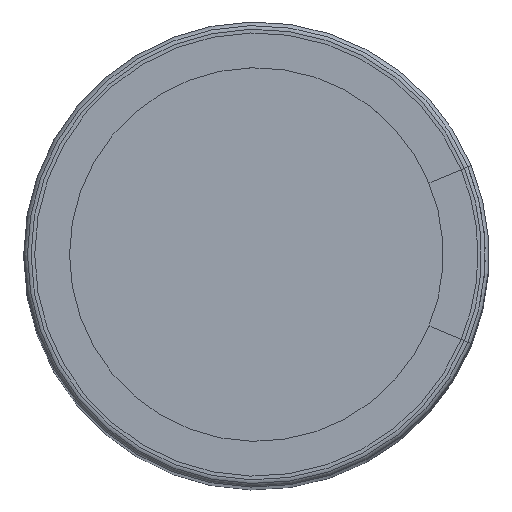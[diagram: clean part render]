
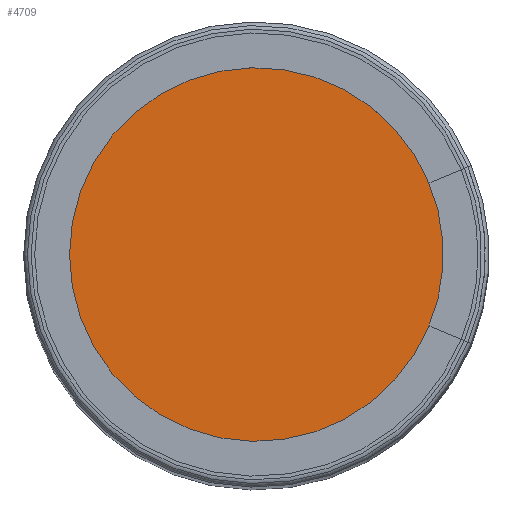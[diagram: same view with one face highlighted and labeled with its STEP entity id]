
A CAD part, top view. The second image highlights one B-rep face of the part: STEP entity #4709.
In plain terms, the highlighted planar face has unit normal (0, 0, 1).
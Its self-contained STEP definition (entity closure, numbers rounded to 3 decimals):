
#4380 = CYLINDRICAL_SURFACE('',#4381,5.1);
#4381 = AXIS2_PLACEMENT_3D('',#4382,#4383,#4384);
#4382 = CARTESIAN_POINT('',(0.,0.,46.305));
#4383 = DIRECTION('',(0.,0.,-1.));
#4384 = DIRECTION('',(1.,0.,0.));
#4437 = CYLINDRICAL_SURFACE('',#4438,5.1);
#4438 = AXIS2_PLACEMENT_3D('',#4439,#4440,#4441);
#4439 = CARTESIAN_POINT('',(0.,0.,46.305));
#4440 = DIRECTION('',(0.,0.,-1.));
#4441 = DIRECTION('',(-1.,0.,0.));
#4476 = EDGE_CURVE('',#4477,#4479,#4481,.T.);
#4477 = VERTEX_POINT('',#4478);
#4478 = CARTESIAN_POINT('',(4.712,1.952,46.2));
#4479 = VERTEX_POINT('',#4480);
#4480 = CARTESIAN_POINT('',(4.712,-1.952,46.2));
#4481 = SURFACE_CURVE('',#4482,(#4487,#4516),.PCURVE_S1.);
#4482 = CIRCLE('',#4483,5.1);
#4483 = AXIS2_PLACEMENT_3D('',#4484,#4485,#4486);
#4484 = CARTESIAN_POINT('',(0.,0.,46.2));
#4485 = DIRECTION('',(0.,0.,1.));
#4486 = DIRECTION('',(1.,0.,-0.));
#4487 = PCURVE('',#4380,#4488);
#4488 = DEFINITIONAL_REPRESENTATION('',(#4489),#4515);
#4489 = B_SPLINE_CURVE_WITH_KNOTS('',3,(#4490,#4491,#4492,#4493,#4494,
    #4495,#4496,#4497,#4498,#4499,#4500,#4501,#4502,#4503,#4504,#4505,
    #4506,#4507,#4508,#4509,#4510,#4511,#4512,#4513,#4514),
  .UNSPECIFIED.,.F.,.F.,(4,1,1,1,1,1,1,1,1,1,1,1,1,1,1,1,1,1,1,1,1,1,4),
  (0.393,0.643,0.892,1.142,
    1.392,1.642,1.892,2.142,
    2.392,2.642,2.892,3.142,
    3.391,3.641,3.891,4.141,
    4.391,4.641,4.891,5.141,
    5.391,5.641,5.89),.UNSPECIFIED.);
#4490 = CARTESIAN_POINT('',(5.89,0.105));
#4491 = CARTESIAN_POINT('',(5.807,0.105));
#4492 = CARTESIAN_POINT('',(5.641,0.105));
#4493 = CARTESIAN_POINT('',(5.391,0.105));
#4494 = CARTESIAN_POINT('',(5.141,0.105));
#4495 = CARTESIAN_POINT('',(4.891,0.105));
#4496 = CARTESIAN_POINT('',(4.641,0.105));
#4497 = CARTESIAN_POINT('',(4.391,0.105));
#4498 = CARTESIAN_POINT('',(4.141,0.105));
#4499 = CARTESIAN_POINT('',(3.891,0.105));
#4500 = CARTESIAN_POINT('',(3.641,0.105));
#4501 = CARTESIAN_POINT('',(3.391,0.105));
#4502 = CARTESIAN_POINT('',(3.142,0.105));
#4503 = CARTESIAN_POINT('',(2.892,0.105));
#4504 = CARTESIAN_POINT('',(2.642,0.105));
#4505 = CARTESIAN_POINT('',(2.392,0.105));
#4506 = CARTESIAN_POINT('',(2.142,0.105));
#4507 = CARTESIAN_POINT('',(1.892,0.105));
#4508 = CARTESIAN_POINT('',(1.642,0.105));
#4509 = CARTESIAN_POINT('',(1.392,0.105));
#4510 = CARTESIAN_POINT('',(1.142,0.105));
#4511 = CARTESIAN_POINT('',(0.892,0.105));
#4512 = CARTESIAN_POINT('',(0.643,0.105));
#4513 = CARTESIAN_POINT('',(0.476,0.105));
#4514 = CARTESIAN_POINT('',(0.393,0.105));
#4515 = ( GEOMETRIC_REPRESENTATION_CONTEXT(2) 
PARAMETRIC_REPRESENTATION_CONTEXT() REPRESENTATION_CONTEXT('2D SPACE',''
  ) );
#4516 = PCURVE('',#4517,#4522);
#4517 = PLANE('',#4518);
#4518 = AXIS2_PLACEMENT_3D('',#4519,#4520,#4521);
#4519 = CARTESIAN_POINT('',(6.655,6.655,46.2));
#4520 = DIRECTION('',(0.,0.,1.));
#4521 = DIRECTION('',(-1.,0.,0.));
#4522 = DEFINITIONAL_REPRESENTATION('',(#4523),#4527);
#4523 = CIRCLE('',#4524,5.1);
#4524 = AXIS2_PLACEMENT_2D('',#4525,#4526);
#4525 = CARTESIAN_POINT('',(6.655,6.655));
#4526 = DIRECTION('',(-1.,0.));
#4527 = ( GEOMETRIC_REPRESENTATION_CONTEXT(2) 
PARAMETRIC_REPRESENTATION_CONTEXT() REPRESENTATION_CONTEXT('2D SPACE',''
  ) );
#4665 = EDGE_CURVE('',#4479,#4477,#4666,.T.);
#4666 = SURFACE_CURVE('',#4667,(#4672,#4701),.PCURVE_S1.);
#4667 = CIRCLE('',#4668,5.1);
#4668 = AXIS2_PLACEMENT_3D('',#4669,#4670,#4671);
#4669 = CARTESIAN_POINT('',(0.,0.,46.2));
#4670 = DIRECTION('',(0.,0.,1.));
#4671 = DIRECTION('',(1.,0.,-0.));
#4672 = PCURVE('',#4437,#4673);
#4673 = DEFINITIONAL_REPRESENTATION('',(#4674),#4700);
#4674 = B_SPLINE_CURVE_WITH_KNOTS('',3,(#4675,#4676,#4677,#4678,#4679,
    #4680,#4681,#4682,#4683,#4684,#4685,#4686,#4687,#4688,#4689,#4690,
    #4691,#4692,#4693,#4694,#4695,#4696,#4697,#4698,#4699),
  .UNSPECIFIED.,.F.,.F.,(4,1,1,1,1,1,1,1,1,1,1,1,1,1,1,1,1,1,1,1,1,1,4),
  (5.89,5.926,5.962,5.998,
    6.033,6.069,6.105,6.14,
    6.176,6.212,6.247,6.283,
    6.319,6.355,6.39,6.426,
    6.462,6.497,6.533,6.569,
    6.604,6.64,6.676),.UNSPECIFIED.);
#4675 = CARTESIAN_POINT('',(3.534,0.105));
#4676 = CARTESIAN_POINT('',(3.522,0.105));
#4677 = CARTESIAN_POINT('',(3.499,0.105));
#4678 = CARTESIAN_POINT('',(3.463,0.105));
#4679 = CARTESIAN_POINT('',(3.427,0.105));
#4680 = CARTESIAN_POINT('',(3.391,0.105));
#4681 = CARTESIAN_POINT('',(3.356,0.105));
#4682 = CARTESIAN_POINT('',(3.32,0.105));
#4683 = CARTESIAN_POINT('',(3.284,0.105));
#4684 = CARTESIAN_POINT('',(3.249,0.105));
#4685 = CARTESIAN_POINT('',(3.213,0.105));
#4686 = CARTESIAN_POINT('',(3.177,0.105));
#4687 = CARTESIAN_POINT('',(3.142,0.105));
#4688 = CARTESIAN_POINT('',(3.106,0.105));
#4689 = CARTESIAN_POINT('',(3.07,0.105));
#4690 = CARTESIAN_POINT('',(3.034,0.105));
#4691 = CARTESIAN_POINT('',(2.999,0.105));
#4692 = CARTESIAN_POINT('',(2.963,0.105));
#4693 = CARTESIAN_POINT('',(2.927,0.105));
#4694 = CARTESIAN_POINT('',(2.892,0.105));
#4695 = CARTESIAN_POINT('',(2.856,0.105));
#4696 = CARTESIAN_POINT('',(2.82,0.105));
#4697 = CARTESIAN_POINT('',(2.785,0.105));
#4698 = CARTESIAN_POINT('',(2.761,0.105));
#4699 = CARTESIAN_POINT('',(2.749,0.105));
#4700 = ( GEOMETRIC_REPRESENTATION_CONTEXT(2) 
PARAMETRIC_REPRESENTATION_CONTEXT() REPRESENTATION_CONTEXT('2D SPACE',''
  ) );
#4701 = PCURVE('',#4517,#4702);
#4702 = DEFINITIONAL_REPRESENTATION('',(#4703),#4707);
#4703 = CIRCLE('',#4704,5.1);
#4704 = AXIS2_PLACEMENT_2D('',#4705,#4706);
#4705 = CARTESIAN_POINT('',(6.655,6.655));
#4706 = DIRECTION('',(-1.,0.));
#4707 = ( GEOMETRIC_REPRESENTATION_CONTEXT(2) 
PARAMETRIC_REPRESENTATION_CONTEXT() REPRESENTATION_CONTEXT('2D SPACE',''
  ) );
#4709 = ADVANCED_FACE('',(#4710),#4517,.T.);
#4710 = FACE_BOUND('',#4711,.T.);
#4711 = EDGE_LOOP('',(#4712,#4713));
#4712 = ORIENTED_EDGE('',*,*,#4476,.T.);
#4713 = ORIENTED_EDGE('',*,*,#4665,.T.);
